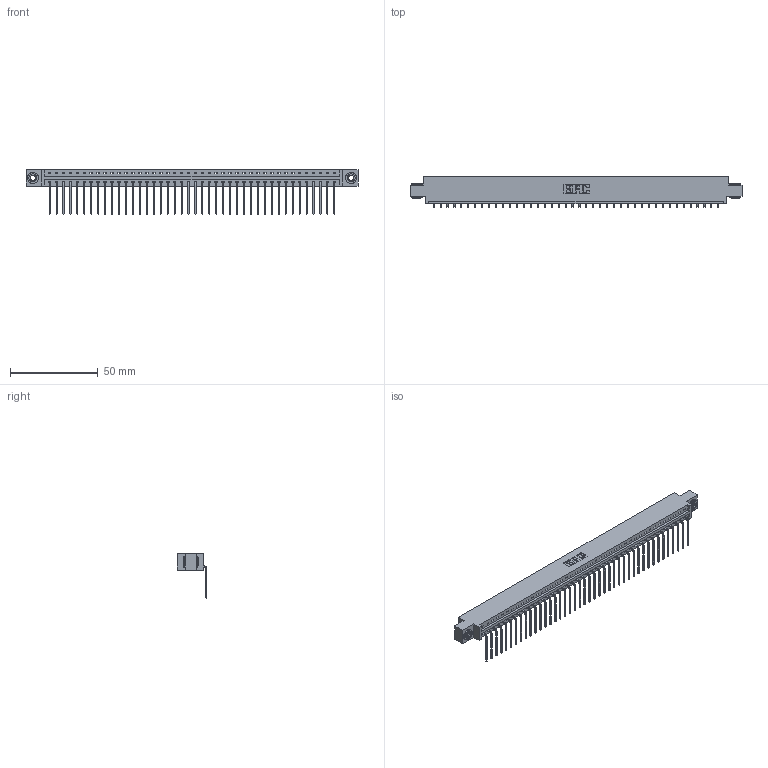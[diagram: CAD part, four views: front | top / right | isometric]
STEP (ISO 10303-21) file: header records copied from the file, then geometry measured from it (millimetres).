
FILE_DESCRIPTION (( 'STEP AP203' ), '1' );
FILE_NAME ('387-042-559-603.STEP', '2018-09-19T23:55:42', ( '' ), ( '' ), 'SwSTEP 2.0', 'SolidWorks 2016', '' );
FILE_SCHEMA (( 'CONFIG_CONTROL_DESIGN' ));
Length unit declared in the file: inch
Products named in the file (4): 387-042-559-603; 337 Part_0.170 Offset - 0.156 Dia-TH; 345-292-001_558 559 Tail - 1; 345-250-002_345-250-002-102
Assembly tree (45 placements, depth 2):
  387-042-559-603
    337 Part_0.170 Offset - 0.156 Dia-TH
    345-292-001_558 559 Tail - 1  x42
    345-250-002_345-250-002-102  x2
Bounding box: 189.43 x 17.09 x 25.53 mm (x, y, z)
Volume: 19730.2 mm3; surface area: 21577.1 mm2
Topology: 45 solids, 45 shells, 2844 faces, 8547 edges, 5638 vertices
Faces by surface type: plane 2100, cylinder 736, cone 8
Entity records: 32086 total; most frequent: CARTESIAN_POINT 5567, ORIENTED_EDGE 5538, DIRECTION 4719, EDGE_CURVE 2769, LINE 2617, VECTOR 2617, VERTEX_POINT 1842, AXIS2_PLACEMENT_3D 1051
